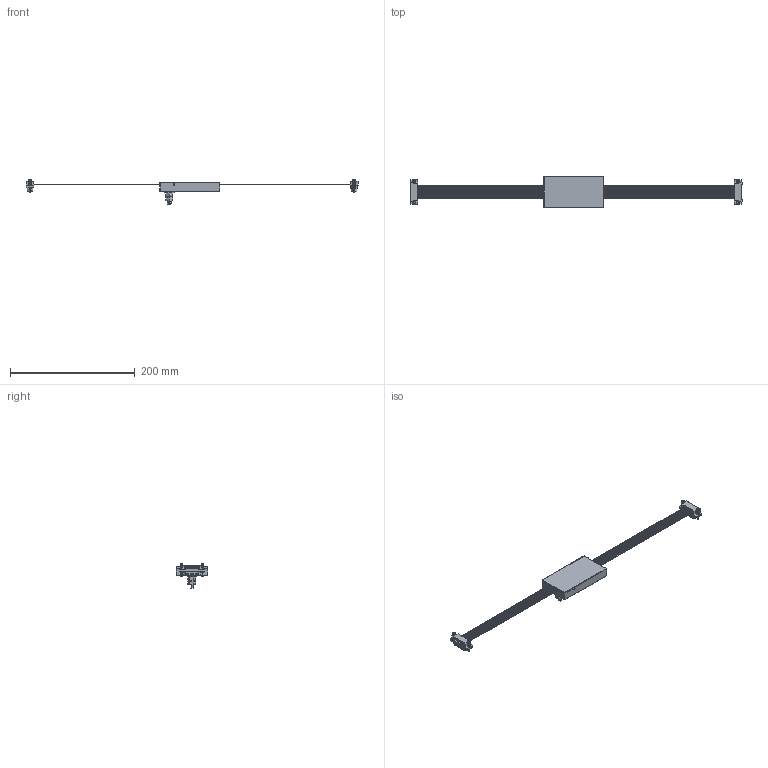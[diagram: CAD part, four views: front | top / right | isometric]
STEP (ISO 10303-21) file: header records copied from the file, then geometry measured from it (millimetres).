
FILE_DESCRIPTION (( 'STEP AP214' ), '1' );
FILE_NAME ('1101-748-E.STEP', '2019-01-24T20:58:41', ( '' ), ( '' ), 'SwSTEP 2.0', 'SolidWorks 2018', '' );
FILE_SCHEMA (( 'AUTOMOTIVE_DESIGN' ));
Length unit declared in the file: inch
Products named in the file (87): TOP-Pin; BOTTOM-Pin; 2103-030; 2103-025; BOTTOM_; Shell_; 2001-069; 2102-247; HITACHI 23100-016; 1101-748-E; 7901-15MMNBG00A; 2103-028; 2100-012; 2021-221; 2102-247_2102-247; TOP_; 7901-15FMNBC00A; 2103-030_Compressed; 2101-021; 3520-203
Assembly tree (79 placements, depth 4):
  TOP-Pin
  BOTTOM-Pin
  BOTTOM-Pin
  TOP-Pin
  BOTTOM_
Bounding box: 533.15 x 51.31 x 39.65 mm (x, y, z)
Volume: 45797.5 mm3; surface area: 63421.8 mm2
Topology: 66 solids, 66 shells, 5018 faces, 13466 edges, 8639 vertices
Faces by surface type: plane 3212, cylinder 1553, bspline 175, cone 68, sphere 6, torus 4
Entity records: 65308 total; most frequent: CARTESIAN_POINT 23928, ORIENTED_EDGE 9086, DIRECTION 7436, EDGE_CURVE 4543, VERTEX_POINT 2930, AXIS2_PLACEMENT_3D 2552, LINE 2332, VECTOR 2332
